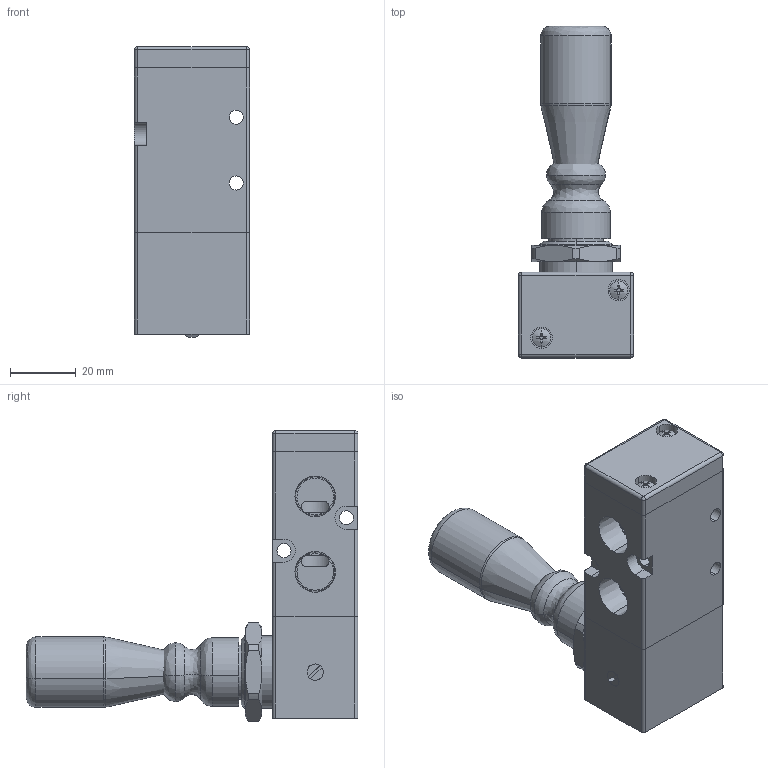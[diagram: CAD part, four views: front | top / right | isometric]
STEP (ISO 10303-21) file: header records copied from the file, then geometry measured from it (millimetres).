
FILE_DESCRIPTION (( 'STEP AP203' ), '1' );
FILE_NAME ('TSV86522.step', '2017-02-20T23:25:47', ( '' ), ( '' ), 'SwSTEP 2.0', 'SolidWorks 2016', '' );
FILE_SCHEMA (( 'CONFIG_CONTROL_DESIGN' ));
Length unit declared in the file: millimetre
Products named in the file (1): TSV86522
Bounding box: 35 x 101 x 88.5 mm (x, y, z)
Volume: 81744.8 mm3; surface area: 33737.1 mm2
Topology: 12 solids, 12 shells, 384 faces, 947 edges, 600 vertices
Faces by surface type: cylinder 158, plane 145, cone 49, bspline 32
Entity records: 12342 total; most frequent: CARTESIAN_POINT 3225, DIRECTION 1933, ORIENTED_EDGE 1870, EDGE_CURVE 935, AXIS2_PLACEMENT_3D 784, VERTEX_POINT 600, EDGE_LOOP 445, CIRCLE 431
